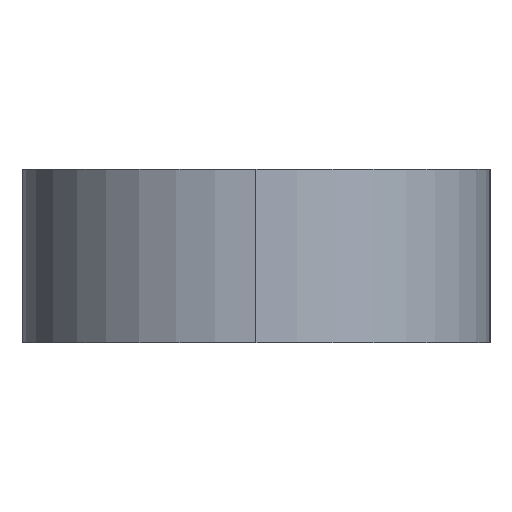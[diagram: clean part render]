
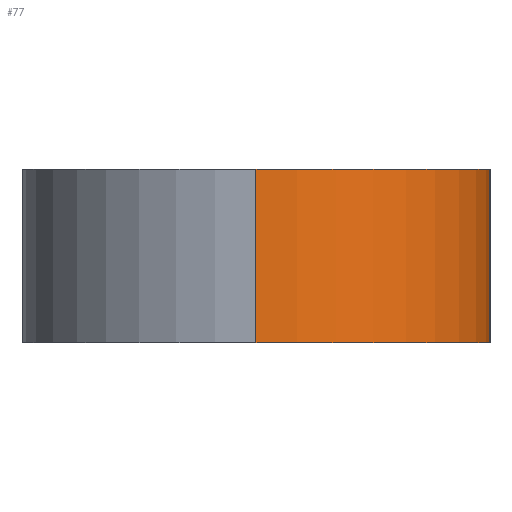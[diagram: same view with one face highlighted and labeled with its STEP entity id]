
A CAD part, left-side view. The second image highlights one B-rep face of the part: STEP entity #77.
In plain terms, the highlighted cylindrical face has radius 13.5 mm (diameter 27 mm), a partial arc.
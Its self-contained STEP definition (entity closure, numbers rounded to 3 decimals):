
#3 = EDGE_CURVE ( 'NONE', #149, #97, #137, .T. ) ;
#23 = EDGE_CURVE ( 'NONE', #132, #422, #306, .T. ) ;
#27 = DIRECTION ( 'NONE',  ( 0., 0., 1. ) ) ;
#39 = CARTESIAN_POINT ( 'NONE',  ( -13.5, 0., 0. ) ) ;
#49 = ORIENTED_EDGE ( 'NONE', *, *, #303, .T. ) ;
#63 = FACE_OUTER_BOUND ( 'NONE', #248, .T. ) ;
#77 = ADVANCED_FACE ( 'NONE', ( #63 ), #287, .T. ) ;
#89 = VECTOR ( 'NONE', #182, 1000. ) ;
#97 = VERTEX_POINT ( 'NONE', #104 ) ;
#101 = CARTESIAN_POINT ( 'NONE',  ( 0., 0., 10. ) ) ;
#104 = CARTESIAN_POINT ( 'NONE',  ( 0., -13.5, 0. ) ) ;
#112 = ORIENTED_EDGE ( 'NONE', *, *, #217, .F. ) ;
#132 = VERTEX_POINT ( 'NONE', #198 ) ;
#136 = DIRECTION ( 'NONE',  ( 0., 0., -1. ) ) ;
#137 = CIRCLE ( 'NONE', #385, 13.5 ) ;
#146 = ORIENTED_EDGE ( 'NONE', *, *, #23, .F. ) ;
#149 = VERTEX_POINT ( 'NONE', #39 ) ;
#171 = AXIS2_PLACEMENT_3D ( 'NONE', #101, #349, #321 ) ;
#180 = CARTESIAN_POINT ( 'NONE',  ( -13.5, 0., 10. ) ) ;
#182 = DIRECTION ( 'NONE',  ( 0., 0., -1. ) ) ;
#183 = ORIENTED_EDGE ( 'NONE', *, *, #3, .T. ) ;
#189 = CARTESIAN_POINT ( 'NONE',  ( 0., 0., 0. ) ) ;
#198 = CARTESIAN_POINT ( 'NONE',  ( -13.5, 0., 10. ) ) ;
#204 = DIRECTION ( 'NONE',  ( 0., 0., -1. ) ) ;
#217 = EDGE_CURVE ( 'NONE', #422, #97, #264, .T. ) ;
#236 = DIRECTION ( 'NONE',  ( -1., 0., 0. ) ) ;
#248 = EDGE_LOOP ( 'NONE', ( #146, #49, #183, #112 ) ) ;
#264 = LINE ( 'NONE', #362, #394 ) ;
#275 = LINE ( 'NONE', #180, #89 ) ;
#287 = CYLINDRICAL_SURFACE ( 'NONE', #331, 13.5 ) ;
#303 = EDGE_CURVE ( 'NONE', #132, #149, #275, .T. ) ;
#306 = CIRCLE ( 'NONE', #171, 13.5 ) ;
#321 = DIRECTION ( 'NONE',  ( 1., 0., 0. ) ) ;
#331 = AXIS2_PLACEMENT_3D ( 'NONE', #398, #204, #236 ) ;
#349 = DIRECTION ( 'NONE',  ( 0., 0., 1. ) ) ;
#362 = CARTESIAN_POINT ( 'NONE',  ( 0., -13.5, 10. ) ) ;
#379 = CARTESIAN_POINT ( 'NONE',  ( 0., -13.5, 10. ) ) ;
#385 = AXIS2_PLACEMENT_3D ( 'NONE', #189, #27, #392 ) ;
#392 = DIRECTION ( 'NONE',  ( 1., 0., 0. ) ) ;
#394 = VECTOR ( 'NONE', #136, 1000. ) ;
#398 = CARTESIAN_POINT ( 'NONE',  ( 0., 0., 10. ) ) ;
#422 = VERTEX_POINT ( 'NONE', #379 ) ;
